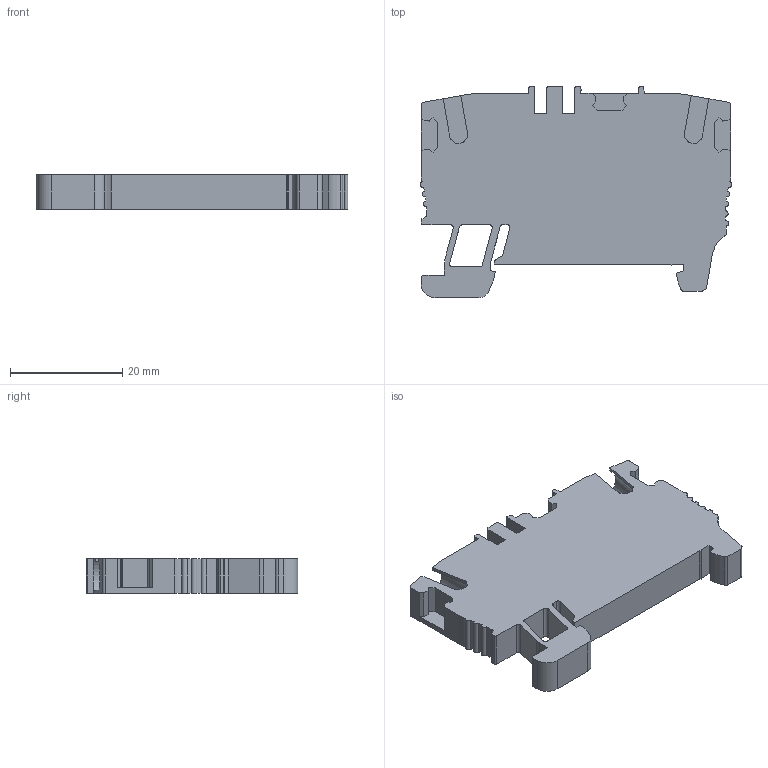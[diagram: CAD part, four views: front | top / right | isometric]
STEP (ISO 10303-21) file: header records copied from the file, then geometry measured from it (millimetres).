
FILE_DESCRIPTION((''),'2;1');
FILE_NAME('EFC_2_ASM','2024-01-15T14:28:33',('klemen.sitar'),('Audax d.o.o.'),'CREO PARAMETRIC BY PTC INC, 2021304','CREO PARAMETRIC BY PTC INC, 2021304','');
FILE_SCHEMA(('AP242_MANAGED_MODEL_BASED_3D_ENGINEERING_MIM_LF { 1 0 10303 442 1 1 4 }'));
Length unit declared in the file: millimetre
Products named in the file (4): EFC_4; PRT0003_1_4; PRT0003_1_5; EFC_2_ASM
Assembly tree (3 placements, depth 2):
  EFC_2_ASM
    EFC_4
    PRT0003_1_4
    PRT0003_1_5
Bounding box: 55.56 x 37.7 x 6.2 mm (x, y, z)
Volume: 9313.4 mm3; surface area: 5413 mm2
Topology: 3 solids, 3 shells, 201 faces, 588 edges, 396 vertices
Faces by surface type: plane 137, cylinder 64
Entity records: 10331 total; most frequent: CARTESIAN_POINT 1270, ORIENTED_EDGE 1176, DIRECTION 1136, PRESENTATION_STYLE_ASSIGNMENT 792, STYLED_ITEM 792, CURVE_STYLE 588, EDGE_CURVE 588, VECTOR 444
